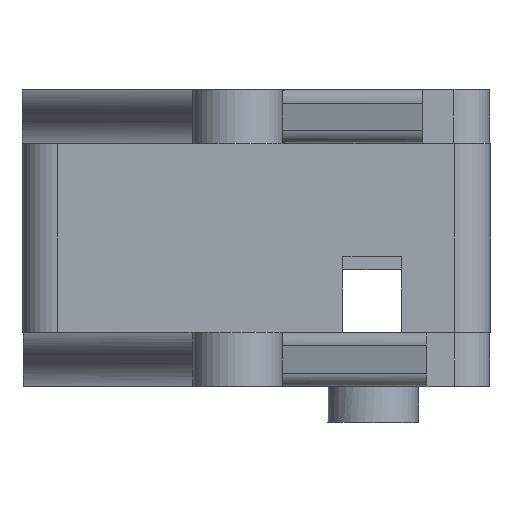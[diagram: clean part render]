
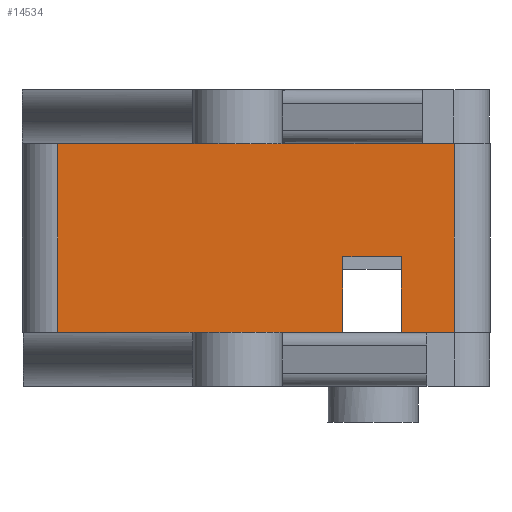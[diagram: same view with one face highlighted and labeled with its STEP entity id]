
A CAD part, front view. The second image highlights one B-rep face of the part: STEP entity #14534.
In plain terms, the highlighted planar face has unit normal (0, -1, 0).
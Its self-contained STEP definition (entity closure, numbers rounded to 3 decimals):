
#13582 = PLANE('',#13583);
#13583 = AXIS2_PLACEMENT_3D('',#13584,#13585,#13586);
#13584 = CARTESIAN_POINT('',(-99.65,-33.053,38.));
#13585 = DIRECTION('',(0.,0.,1.));
#13586 = DIRECTION('',(0.,1.,0.));
#13636 = PLANE('',#13637);
#13637 = AXIS2_PLACEMENT_3D('',#13638,#13639,#13640);
#13638 = CARTESIAN_POINT('',(-99.65,-33.053,17.));
#13639 = DIRECTION('',(0.,0.,1.));
#13640 = DIRECTION('',(0.,1.,0.));
#13815 = VERTEX_POINT('',#13816);
#13816 = CARTESIAN_POINT('',(-120.,-40.,17.));
#13831 = CYLINDRICAL_SURFACE('',#13832,4.);
#13832 = AXIS2_PLACEMENT_3D('',#13833,#13834,#13835);
#13833 = CARTESIAN_POINT('',(-120.,-36.,17.));
#13834 = DIRECTION('',(-0.,-0.,-1.));
#13835 = DIRECTION('',(1.,0.,0.));
#13843 = EDGE_CURVE('',#13815,#13844,#13846,.T.);
#13844 = VERTEX_POINT('',#13845);
#13845 = CARTESIAN_POINT('',(-88.342,-40.,17.));
#13846 = SURFACE_CURVE('',#13847,(#13851,#13858),.PCURVE_S1.);
#13847 = LINE('',#13848,#13849);
#13848 = CARTESIAN_POINT('',(-120.,-40.,17.));
#13849 = VECTOR('',#13850,1.);
#13850 = DIRECTION('',(1.,0.,0.));
#13851 = PCURVE('',#13636,#13852);
#13852 = DEFINITIONAL_REPRESENTATION('',(#13853),#13857);
#13853 = LINE('',#13854,#13855);
#13854 = CARTESIAN_POINT('',(-6.947,20.35));
#13855 = VECTOR('',#13856,1.);
#13856 = DIRECTION('',(0.,-1.));
#13857 = ( GEOMETRIC_REPRESENTATION_CONTEXT(2) 
PARAMETRIC_REPRESENTATION_CONTEXT() REPRESENTATION_CONTEXT('2D SPACE',''
  ) );
#13858 = PCURVE('',#13859,#13864);
#13859 = PLANE('',#13860);
#13860 = AXIS2_PLACEMENT_3D('',#13861,#13862,#13863);
#13861 = CARTESIAN_POINT('',(-120.,-40.,17.));
#13862 = DIRECTION('',(0.,1.,0.));
#13863 = DIRECTION('',(1.,0.,0.));
#13864 = DEFINITIONAL_REPRESENTATION('',(#13865),#13869);
#13865 = LINE('',#13866,#13867);
#13866 = CARTESIAN_POINT('',(0.,0.));
#13867 = VECTOR('',#13868,1.);
#13868 = DIRECTION('',(1.,0.));
#13869 = ( GEOMETRIC_REPRESENTATION_CONTEXT(2) 
PARAMETRIC_REPRESENTATION_CONTEXT() REPRESENTATION_CONTEXT('2D SPACE',''
  ) );
#13887 = PLANE('',#13888);
#13888 = AXIS2_PLACEMENT_3D('',#13889,#13890,#13891);
#13889 = CARTESIAN_POINT('',(-88.342,-40.,25.43));
#13890 = DIRECTION('',(-1.,0.,0.));
#13891 = DIRECTION('',(-0.,0.,-1.));
#14007 = VERTEX_POINT('',#14008);
#14008 = CARTESIAN_POINT('',(-120.,-40.,38.));
#14030 = EDGE_CURVE('',#14007,#14031,#14033,.T.);
#14031 = VERTEX_POINT('',#14032);
#14032 = CARTESIAN_POINT('',(-76.,-40.,38.));
#14033 = SURFACE_CURVE('',#14034,(#14038,#14045),.PCURVE_S1.);
#14034 = LINE('',#14035,#14036);
#14035 = CARTESIAN_POINT('',(-120.,-40.,38.));
#14036 = VECTOR('',#14037,1.);
#14037 = DIRECTION('',(1.,0.,0.));
#14038 = PCURVE('',#13582,#14039);
#14039 = DEFINITIONAL_REPRESENTATION('',(#14040),#14044);
#14040 = LINE('',#14041,#14042);
#14041 = CARTESIAN_POINT('',(-6.947,20.35));
#14042 = VECTOR('',#14043,1.);
#14043 = DIRECTION('',(0.,-1.));
#14044 = ( GEOMETRIC_REPRESENTATION_CONTEXT(2) 
PARAMETRIC_REPRESENTATION_CONTEXT() REPRESENTATION_CONTEXT('2D SPACE',''
  ) );
#14045 = PCURVE('',#13859,#14046);
#14046 = DEFINITIONAL_REPRESENTATION('',(#14047),#14051);
#14047 = LINE('',#14048,#14049);
#14048 = CARTESIAN_POINT('',(0.,-21.));
#14049 = VECTOR('',#14050,1.);
#14050 = DIRECTION('',(1.,0.));
#14051 = ( GEOMETRIC_REPRESENTATION_CONTEXT(2) 
PARAMETRIC_REPRESENTATION_CONTEXT() REPRESENTATION_CONTEXT('2D SPACE',''
  ) );
#14070 = CYLINDRICAL_SURFACE('',#14071,4.);
#14071 = AXIS2_PLACEMENT_3D('',#14072,#14073,#14074);
#14072 = CARTESIAN_POINT('',(-76.,-36.,17.));
#14073 = DIRECTION('',(-0.,-0.,-1.));
#14074 = DIRECTION('',(1.,0.,0.));
#14373 = PLANE('',#14374);
#14374 = AXIS2_PLACEMENT_3D('',#14375,#14376,#14377);
#14375 = CARTESIAN_POINT('',(-99.65,-33.053,17.));
#14376 = DIRECTION('',(0.,0.,1.));
#14377 = DIRECTION('',(0.,1.,0.));
#14448 = PLANE('',#14449);
#14449 = AXIS2_PLACEMENT_3D('',#14450,#14451,#14452);
#14450 = CARTESIAN_POINT('',(-81.842,-40.,25.43));
#14451 = DIRECTION('',(0.,0.,1.));
#14452 = DIRECTION('',(-1.,0.,0.));
#14474 = PLANE('',#14475);
#14475 = AXIS2_PLACEMENT_3D('',#14476,#14477,#14478);
#14476 = CARTESIAN_POINT('',(-81.842,-40.,16.031));
#14477 = DIRECTION('',(1.,0.,0.));
#14478 = DIRECTION('',(-0.,0.,1.));
#14489 = EDGE_CURVE('',#14490,#13844,#14492,.T.);
#14490 = VERTEX_POINT('',#14491);
#14491 = CARTESIAN_POINT('',(-88.342,-40.,25.43));
#14492 = SURFACE_CURVE('',#14493,(#14497,#14504),.PCURVE_S1.);
#14493 = LINE('',#14494,#14495);
#14494 = CARTESIAN_POINT('',(-88.342,-40.,25.43));
#14495 = VECTOR('',#14496,1.);
#14496 = DIRECTION('',(0.,0.,-1.));
#14497 = PCURVE('',#13887,#14498);
#14498 = DEFINITIONAL_REPRESENTATION('',(#14499),#14503);
#14499 = LINE('',#14500,#14501);
#14500 = CARTESIAN_POINT('',(0.,0.));
#14501 = VECTOR('',#14502,1.);
#14502 = DIRECTION('',(1.,0.));
#14503 = ( GEOMETRIC_REPRESENTATION_CONTEXT(2) 
PARAMETRIC_REPRESENTATION_CONTEXT() REPRESENTATION_CONTEXT('2D SPACE',''
  ) );
#14504 = PCURVE('',#13859,#14505);
#14505 = DEFINITIONAL_REPRESENTATION('',(#14506),#14510);
#14506 = LINE('',#14507,#14508);
#14507 = CARTESIAN_POINT('',(31.658,-8.43));
#14508 = VECTOR('',#14509,1.);
#14509 = DIRECTION('',(0.,1.));
#14510 = ( GEOMETRIC_REPRESENTATION_CONTEXT(2) 
PARAMETRIC_REPRESENTATION_CONTEXT() REPRESENTATION_CONTEXT('2D SPACE',''
  ) );
#14534 = ADVANCED_FACE('',(#14535),#13859,.F.);
#14535 = FACE_BOUND('',#14536,.F.);
#14536 = EDGE_LOOP('',(#14537,#14538,#14559,#14560,#14583,#14606,#14629,
    #14650));
#14537 = ORIENTED_EDGE('',*,*,#13843,.F.);
#14538 = ORIENTED_EDGE('',*,*,#14539,.T.);
#14539 = EDGE_CURVE('',#13815,#14007,#14540,.T.);
#14540 = SURFACE_CURVE('',#14541,(#14545,#14552),.PCURVE_S1.);
#14541 = LINE('',#14542,#14543);
#14542 = CARTESIAN_POINT('',(-120.,-40.,17.));
#14543 = VECTOR('',#14544,1.);
#14544 = DIRECTION('',(0.,0.,1.));
#14545 = PCURVE('',#13859,#14546);
#14546 = DEFINITIONAL_REPRESENTATION('',(#14547),#14551);
#14547 = LINE('',#14548,#14549);
#14548 = CARTESIAN_POINT('',(0.,0.));
#14549 = VECTOR('',#14550,1.);
#14550 = DIRECTION('',(0.,-1.));
#14551 = ( GEOMETRIC_REPRESENTATION_CONTEXT(2) 
PARAMETRIC_REPRESENTATION_CONTEXT() REPRESENTATION_CONTEXT('2D SPACE',''
  ) );
#14552 = PCURVE('',#13831,#14553);
#14553 = DEFINITIONAL_REPRESENTATION('',(#14554),#14558);
#14554 = LINE('',#14555,#14556);
#14555 = CARTESIAN_POINT('',(-4.712,0.));
#14556 = VECTOR('',#14557,1.);
#14557 = DIRECTION('',(-0.,-1.));
#14558 = ( GEOMETRIC_REPRESENTATION_CONTEXT(2) 
PARAMETRIC_REPRESENTATION_CONTEXT() REPRESENTATION_CONTEXT('2D SPACE',''
  ) );
#14559 = ORIENTED_EDGE('',*,*,#14030,.T.);
#14560 = ORIENTED_EDGE('',*,*,#14561,.F.);
#14561 = EDGE_CURVE('',#14562,#14031,#14564,.T.);
#14562 = VERTEX_POINT('',#14563);
#14563 = CARTESIAN_POINT('',(-76.,-40.,17.));
#14564 = SURFACE_CURVE('',#14565,(#14569,#14576),.PCURVE_S1.);
#14565 = LINE('',#14566,#14567);
#14566 = CARTESIAN_POINT('',(-76.,-40.,17.));
#14567 = VECTOR('',#14568,1.);
#14568 = DIRECTION('',(0.,0.,1.));
#14569 = PCURVE('',#13859,#14570);
#14570 = DEFINITIONAL_REPRESENTATION('',(#14571),#14575);
#14571 = LINE('',#14572,#14573);
#14572 = CARTESIAN_POINT('',(44.,0.));
#14573 = VECTOR('',#14574,1.);
#14574 = DIRECTION('',(0.,-1.));
#14575 = ( GEOMETRIC_REPRESENTATION_CONTEXT(2) 
PARAMETRIC_REPRESENTATION_CONTEXT() REPRESENTATION_CONTEXT('2D SPACE',''
  ) );
#14576 = PCURVE('',#14070,#14577);
#14577 = DEFINITIONAL_REPRESENTATION('',(#14578),#14582);
#14578 = LINE('',#14579,#14580);
#14579 = CARTESIAN_POINT('',(-4.712,0.));
#14580 = VECTOR('',#14581,1.);
#14581 = DIRECTION('',(-0.,-1.));
#14582 = ( GEOMETRIC_REPRESENTATION_CONTEXT(2) 
PARAMETRIC_REPRESENTATION_CONTEXT() REPRESENTATION_CONTEXT('2D SPACE',''
  ) );
#14583 = ORIENTED_EDGE('',*,*,#14584,.F.);
#14584 = EDGE_CURVE('',#14585,#14562,#14587,.T.);
#14585 = VERTEX_POINT('',#14586);
#14586 = CARTESIAN_POINT('',(-81.842,-40.,17.));
#14587 = SURFACE_CURVE('',#14588,(#14592,#14599),.PCURVE_S1.);
#14588 = LINE('',#14589,#14590);
#14589 = CARTESIAN_POINT('',(-120.,-40.,17.));
#14590 = VECTOR('',#14591,1.);
#14591 = DIRECTION('',(1.,0.,0.));
#14592 = PCURVE('',#13859,#14593);
#14593 = DEFINITIONAL_REPRESENTATION('',(#14594),#14598);
#14594 = LINE('',#14595,#14596);
#14595 = CARTESIAN_POINT('',(0.,0.));
#14596 = VECTOR('',#14597,1.);
#14597 = DIRECTION('',(1.,0.));
#14598 = ( GEOMETRIC_REPRESENTATION_CONTEXT(2) 
PARAMETRIC_REPRESENTATION_CONTEXT() REPRESENTATION_CONTEXT('2D SPACE',''
  ) );
#14599 = PCURVE('',#14373,#14600);
#14600 = DEFINITIONAL_REPRESENTATION('',(#14601),#14605);
#14601 = LINE('',#14602,#14603);
#14602 = CARTESIAN_POINT('',(-6.947,20.35));
#14603 = VECTOR('',#14604,1.);
#14604 = DIRECTION('',(0.,-1.));
#14605 = ( GEOMETRIC_REPRESENTATION_CONTEXT(2) 
PARAMETRIC_REPRESENTATION_CONTEXT() REPRESENTATION_CONTEXT('2D SPACE',''
  ) );
#14606 = ORIENTED_EDGE('',*,*,#14607,.T.);
#14607 = EDGE_CURVE('',#14585,#14608,#14610,.T.);
#14608 = VERTEX_POINT('',#14609);
#14609 = CARTESIAN_POINT('',(-81.842,-40.,25.43));
#14610 = SURFACE_CURVE('',#14611,(#14615,#14622),.PCURVE_S1.);
#14611 = LINE('',#14612,#14613);
#14612 = CARTESIAN_POINT('',(-81.842,-40.,16.031));
#14613 = VECTOR('',#14614,1.);
#14614 = DIRECTION('',(0.,0.,1.));
#14615 = PCURVE('',#13859,#14616);
#14616 = DEFINITIONAL_REPRESENTATION('',(#14617),#14621);
#14617 = LINE('',#14618,#14619);
#14618 = CARTESIAN_POINT('',(38.158,0.969));
#14619 = VECTOR('',#14620,1.);
#14620 = DIRECTION('',(0.,-1.));
#14621 = ( GEOMETRIC_REPRESENTATION_CONTEXT(2) 
PARAMETRIC_REPRESENTATION_CONTEXT() REPRESENTATION_CONTEXT('2D SPACE',''
  ) );
#14622 = PCURVE('',#14474,#14623);
#14623 = DEFINITIONAL_REPRESENTATION('',(#14624),#14628);
#14624 = LINE('',#14625,#14626);
#14625 = CARTESIAN_POINT('',(0.,0.));
#14626 = VECTOR('',#14627,1.);
#14627 = DIRECTION('',(1.,0.));
#14628 = ( GEOMETRIC_REPRESENTATION_CONTEXT(2) 
PARAMETRIC_REPRESENTATION_CONTEXT() REPRESENTATION_CONTEXT('2D SPACE',''
  ) );
#14629 = ORIENTED_EDGE('',*,*,#14630,.T.);
#14630 = EDGE_CURVE('',#14608,#14490,#14631,.T.);
#14631 = SURFACE_CURVE('',#14632,(#14636,#14643),.PCURVE_S1.);
#14632 = LINE('',#14633,#14634);
#14633 = CARTESIAN_POINT('',(-81.842,-40.,25.43));
#14634 = VECTOR('',#14635,1.);
#14635 = DIRECTION('',(-1.,0.,0.));
#14636 = PCURVE('',#13859,#14637);
#14637 = DEFINITIONAL_REPRESENTATION('',(#14638),#14642);
#14638 = LINE('',#14639,#14640);
#14639 = CARTESIAN_POINT('',(38.158,-8.43));
#14640 = VECTOR('',#14641,1.);
#14641 = DIRECTION('',(-1.,0.));
#14642 = ( GEOMETRIC_REPRESENTATION_CONTEXT(2) 
PARAMETRIC_REPRESENTATION_CONTEXT() REPRESENTATION_CONTEXT('2D SPACE',''
  ) );
#14643 = PCURVE('',#14448,#14644);
#14644 = DEFINITIONAL_REPRESENTATION('',(#14645),#14649);
#14645 = LINE('',#14646,#14647);
#14646 = CARTESIAN_POINT('',(0.,0.));
#14647 = VECTOR('',#14648,1.);
#14648 = DIRECTION('',(1.,0.));
#14649 = ( GEOMETRIC_REPRESENTATION_CONTEXT(2) 
PARAMETRIC_REPRESENTATION_CONTEXT() REPRESENTATION_CONTEXT('2D SPACE',''
  ) );
#14650 = ORIENTED_EDGE('',*,*,#14489,.T.);
